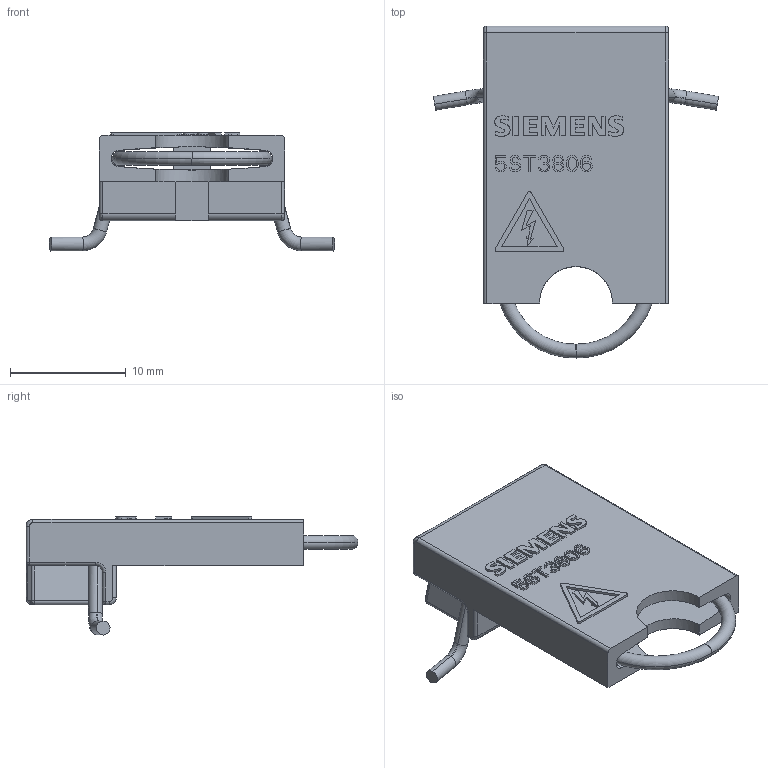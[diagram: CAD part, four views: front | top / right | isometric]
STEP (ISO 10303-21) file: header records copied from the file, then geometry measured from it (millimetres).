
FILE_DESCRIPTION(('STEP AP214'),'1');
FILE_NAME('cctmp_C8F42BB3-7A22-47F6-BD59-B42802FA2ADB_2023_07_24_20_19_12_0612..stp','2023-07-24T18:19:13',('SIEMENS A&D'),('CADClick - www.CADClick.com'),'Spatial InterOp 3D postprocessed',' ','unknown authorization');
FILE_SCHEMA(('AUTOMOTIVE_DESIGN'));
Length unit declared in the file: millimetre
Products named in the file (3): cc_unnamed; 2023_07_24_20_19_12_0565; 2023_07_24_20_19_12_0534
Assembly tree (2 placements, depth 2):
  cc_unnamed
    2023_07_24_20_19_12_0565
    2023_07_24_20_19_12_0534
Bounding box: 24.66 x 28.7 x 10.2 mm (x, y, z)
Volume: 1128.6 mm3; surface area: 2226.4 mm2
Topology: 2 solids, 2 shells, 698 faces, 1872 edges, 1197 vertices
Faces by surface type: plane 476, cylinder 93, bspline 44, extrusion 35, torus 34, sphere 16
Entity records: 25909 total; most frequent: CARTESIAN_POINT 6665, ORIENTED_EDGE 3740, DIRECTION 3222, EDGE_CURVE 1870, VECTOR 1496, LINE 1461, VERTEX_POINT 1197, AXIS2_PLACEMENT_3D 863
